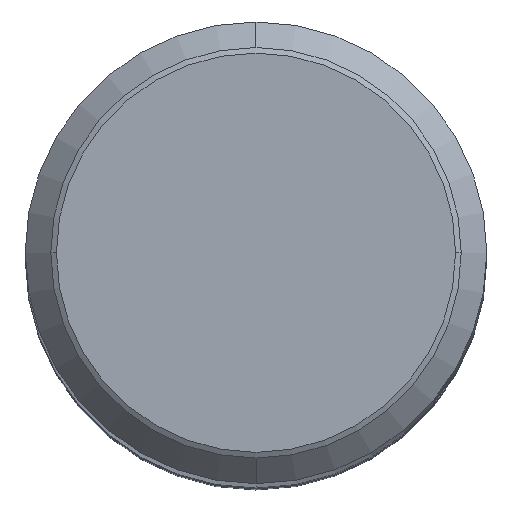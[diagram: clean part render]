
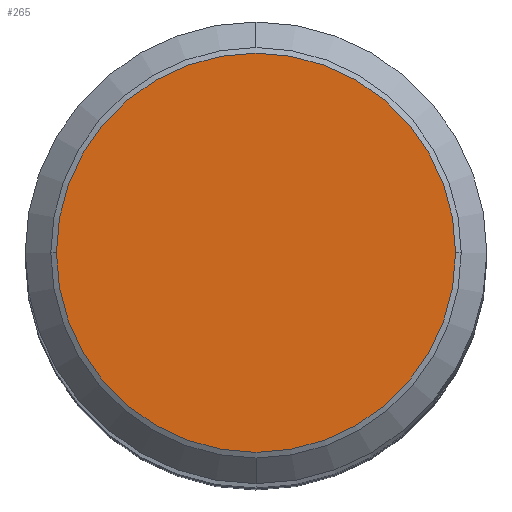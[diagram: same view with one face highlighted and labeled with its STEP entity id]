
A CAD part, top view. The second image highlights one B-rep face of the part: STEP entity #265.
In plain terms, the highlighted planar face has unit normal (0, 0, 1).
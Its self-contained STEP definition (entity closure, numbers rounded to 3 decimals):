
#167=EDGE_CURVE('',#207,#191,#367,.T.);
#169=EDGE_CURVE('',#191,#207,#369,.T.);
#191=VERTEX_POINT('',#392);
#207=VERTEX_POINT('',#408);
#265=ADVANCED_FACE('',(#473),#474,.T.);
#367=CIRCLE('',#584,8.647);
#369=CIRCLE('',#587,8.647);
#392=CARTESIAN_POINT('',(8.647,0.,134.25));
#408=CARTESIAN_POINT('',(-8.647,0.,134.25));
#473=FACE_OUTER_BOUND('',#726,.T.);
#474=PLANE('',#727);
#584=AXIS2_PLACEMENT_3D('',#869,#870,#871);
#587=AXIS2_PLACEMENT_3D('',#872,#873,#874);
#726=EDGE_LOOP('',(#988,#989));
#727=AXIS2_PLACEMENT_3D('',#990,#991,#992);
#869=CARTESIAN_POINT('',(0.,0.0,134.25));
#870=DIRECTION('',(0.0,0.0,1.0));
#871=DIRECTION('',(-1.0,0.,0.0));
#872=CARTESIAN_POINT('',(0.,0.0,134.25));
#873=DIRECTION('',(0.0,0.0,1.0));
#874=DIRECTION('',(-1.0,0.,0.0));
#988=ORIENTED_EDGE('',*,*,#167,.T.);
#989=ORIENTED_EDGE('',*,*,#169,.T.);
#990=CARTESIAN_POINT('',(0.,-4.375,134.25));
#991=DIRECTION('',(0.0,0.0,1.0));
#992=DIRECTION('',(0.,-1.0,0.0));
